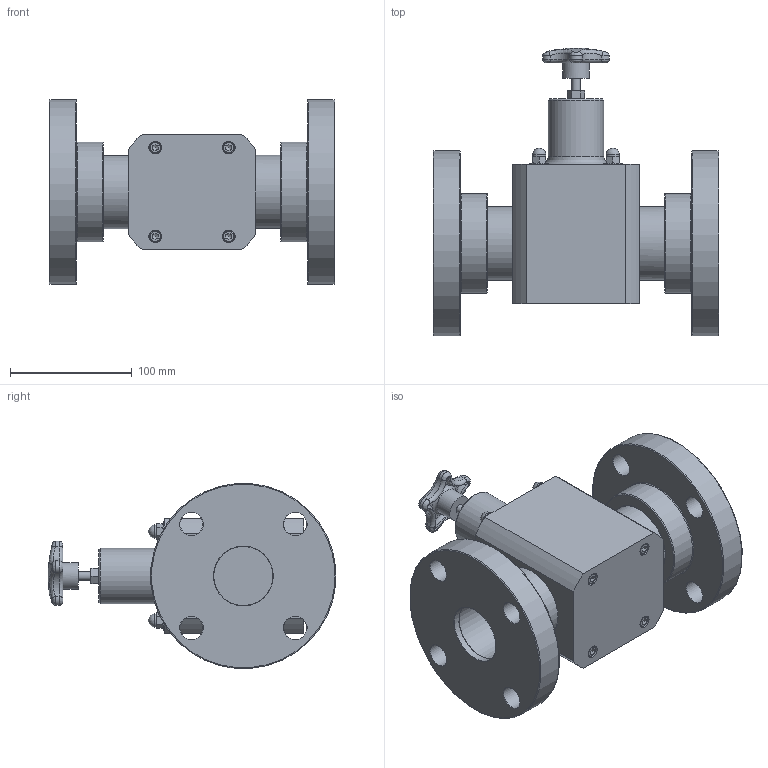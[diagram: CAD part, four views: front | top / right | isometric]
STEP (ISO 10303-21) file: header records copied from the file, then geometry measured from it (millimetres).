
FILE_DESCRIPTION((''),'2;1');
FILE_NAME('TVBF20-PVC-G_R0.stp','2017-07-25T10:06:54',('salesdesk5'),(''),'Autodesk Inventor 2009','Autodesk Inventor 2009','');
FILE_SCHEMA(('AUTOMOTIVE_DESIGN { 1 0 10303 214 1 1 1 1 }'));
Length unit declared in the file: inch
Products named in the file (1): TVBF20-PVC-G_R0
Bounding box: 234.95 x 236.23 x 151.82 mm (x, y, z)
Volume: 1999855.2 mm3; surface area: 247814.8 mm2
Topology: 1 solids, 6 shells, 421 faces, 970 edges, 592 vertices
Faces by surface type: plane 161, bspline 107, cylinder 70, torus 41, cone 25, sphere 17
Full cylindrical faces by diameter (mm): 4.445 x4, 4.775 x1, 7.442 x1, 9.525 x4, 10.998 x4, 11.113 x1, 15.875 x4, 18.923 x8, 22.098 x1, 45.72 x1, 48.59 x2, 49.251 x2, 60.325 x2, 82.398 x2, 152.4 x2
Entity records: 15886 total; most frequent: CARTESIAN_POINT 7044, ORIENTED_EDGE 1702, DIRECTION 1660, EDGE_CURVE 851, AXIS2_PLACEMENT_3D 718, VERTEX_POINT 578, EDGE_LOOP 573, FACE_OUTER_BOUND 421
